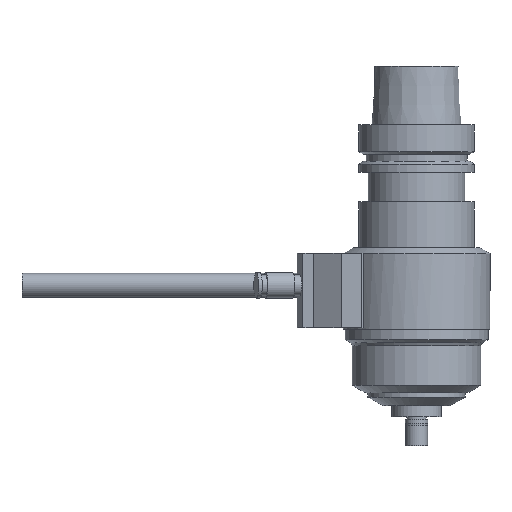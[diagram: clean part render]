
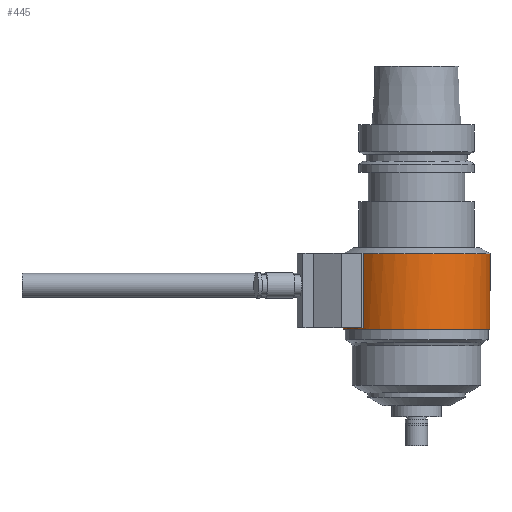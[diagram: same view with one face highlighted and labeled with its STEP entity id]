
A CAD part, front view. The second image highlights one B-rep face of the part: STEP entity #445.
In plain terms, the highlighted cylindrical face has radius 40 mm (diameter 80 mm), a full revolution.
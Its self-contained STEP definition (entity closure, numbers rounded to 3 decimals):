
#189=EDGE_CURVE('Unnamed[1]',#566,#567,#568,.T.);
#216=EDGE_CURVE('Unnamed[1]',#566,#609,#610,.T.);
#250=EDGE_CURVE('Unnamed[1]',#630,#567,#664,.T.);
#259=EDGE_CURVE('Unnamed[1]',#676,#676,#677,.T.);
#323=EDGE_CURVE('Unnamed[1]',#609,#630,#772,.T.);
#445=ADVANCED_FACE('Unnamed[1]',(#947,#948),#949,.T.);
#566=VERTEX_POINT('',#1105);
#567=VERTEX_POINT('',#1106);
#568=CIRCLE('',#1107,40.0);
#609=VERTEX_POINT('',#1158);
#610=LINE('',#1159,#1160);
#630=VERTEX_POINT('',#1186);
#664=LINE('',#1230,#1231);
#676=VERTEX_POINT('',#1248);
#677=CIRCLE('',#1249,40.0);
#772=CIRCLE('',#1381,40.0);
#947=FACE_BOUND('',#1640,.T.);
#948=FACE_BOUND('',#1641,.T.);
#949=CYLINDRICAL_SURFACE('',#1642,40.0);
#1105=CARTESIAN_POINT('',(-29.,-27.55,-70.175));
#1106=CARTESIAN_POINT('',(-29.,27.55,-70.175));
#1107=AXIS2_PLACEMENT_3D('',#1818,#1819,#1820);
#1158=CARTESIAN_POINT('',(-29.,-27.55,-110.5));
#1159=CARTESIAN_POINT('',(-29.,-27.55,-90.338));
#1160=VECTOR('',#1882,1.0);
#1186=CARTESIAN_POINT('',(-29.,27.55,-110.5));
#1230=CARTESIAN_POINT('',(-29.,27.55,-90.338));
#1231=VECTOR('',#1938,1.0);
#1248=CARTESIAN_POINT('',(40.0,0.,-111.5));
#1249=AXIS2_PLACEMENT_3D('',#1948,#1949,#1950);
#1381=AXIS2_PLACEMENT_3D('',#2056,#2057,#2058);
#1640=EDGE_LOOP('',(#2239,#2240,#2241,#2242));
#1641=EDGE_LOOP('',(#2243));
#1642=AXIS2_PLACEMENT_3D('',#2244,#2245,#2246);
#1818=CARTESIAN_POINT('',(0.,0.,-70.175));
#1819=DIRECTION('',(0.,0.,1.0));
#1820=DIRECTION('',(1.0,0.,0.));
#1882=DIRECTION('',(0.,0.,-1.0));
#1938=DIRECTION('',(0.,0.,1.0));
#1948=CARTESIAN_POINT('',(0.,0.,-111.5));
#1949=DIRECTION('',(0.,0.,1.0));
#1950=DIRECTION('',(1.0,0.,0.));
#2056=CARTESIAN_POINT('',(0.,0.,-110.5));
#2057=DIRECTION('',(0.,0.,-1.0));
#2058=DIRECTION('',(1.0,0.,0.));
#2239=ORIENTED_EDGE('',*,*,#250,.T.);
#2240=ORIENTED_EDGE('',*,*,#189,.F.);
#2241=ORIENTED_EDGE('',*,*,#216,.T.);
#2242=ORIENTED_EDGE('',*,*,#323,.T.);
#2243=ORIENTED_EDGE('',*,*,#259,.T.);
#2244=CARTESIAN_POINT('',(0.,0.,-90.838));
#2245=DIRECTION('',(0.,0.,1.0));
#2246=DIRECTION('',(1.0,0.,0.));
